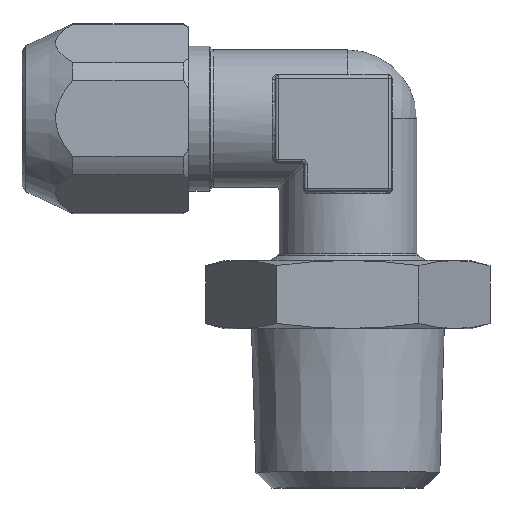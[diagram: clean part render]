
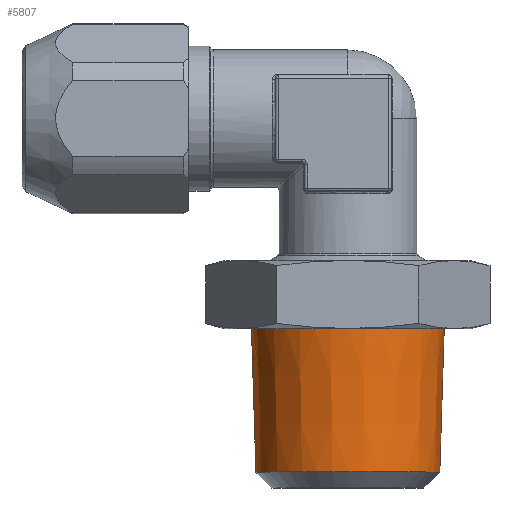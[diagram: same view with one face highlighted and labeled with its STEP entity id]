
A CAD part, top view. The second image highlights one B-rep face of the part: STEP entity #5807.
In plain terms, the highlighted conical face has half-angle 1.78 degrees and reference radius 6.502 mm.
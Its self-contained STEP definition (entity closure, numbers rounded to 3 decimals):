
#1875=CARTESIAN_POINT('',(22.5,-14.5,0.));
#1876=DIRECTION('',(0.,-1.,0.));
#1877=DIRECTION('',(1.,0.,0.));
#1878=AXIS2_PLACEMENT_3D('',#1875,#1876,#1877);
#1915=DIRECTION('',(-0.031,-1.,0.));
#1916=VECTOR('',#1915,9.905);
#1917=CARTESIAN_POINT('',(29.155,-14.5,0.));
#1918=LINE('',#1917,#1916);
#1919=CARTESIAN_POINT('',(22.5,-24.4,0.));
#1920=DIRECTION('',(0.,-1.,0.));
#1921=DIRECTION('',(1.,0.,0.));
#1922=AXIS2_PLACEMENT_3D('',#1919,#1920,#1921);
#1924=DIRECTION('',(0.031,-1.,0.));
#1925=VECTOR('',#1924,9.905);
#1926=CARTESIAN_POINT('',(15.845,-14.5,0.));
#1927=LINE('',#1926,#1925);
#2805=CARTESIAN_POINT('',(28.848,-24.4,0.));
#2806=CARTESIAN_POINT('',(16.152,-24.4,0.));
#2807=VERTEX_POINT('',#2805);
#2808=VERTEX_POINT('',#2806);
#2845=CARTESIAN_POINT('',(29.155,-14.5,0.));
#2846=VERTEX_POINT('',#2845);
#2847=CARTESIAN_POINT('',(15.845,-14.5,0.));
#2848=VERTEX_POINT('',#2847);
#5793=CARTESIAN_POINT('',(22.5,-19.45,0.));
#5794=DIRECTION('',(0.,1.,0.));
#5795=DIRECTION('',(1.,0.,0.));
#5796=AXIS2_PLACEMENT_3D('',#5793,#5794,#5795);
#5797=CONICAL_SURFACE('',#5796,6.502,1.78);
#5799=ORIENTED_EDGE('',*,*,#5798,.T.);
#5801=ORIENTED_EDGE('',*,*,#5800,.T.);
#5803=ORIENTED_EDGE('',*,*,#5802,.F.);
#5804=ORIENTED_EDGE('',*,*,#5786,.F.);
#5805=EDGE_LOOP('',(#5799,#5801,#5803,#5804));
#5806=FACE_OUTER_BOUND('',#5805,.F.);
#5807=ADVANCED_FACE('',(#5806),#5797,.T.);
#1879=CIRCLE('',#1878,6.655);
#1923=CIRCLE('',#1922,6.348);
#5786=EDGE_CURVE('',#2846,#2848,#1879,.T.);
#5798=EDGE_CURVE('',#2846,#2807,#1918,.T.);
#5800=EDGE_CURVE('',#2807,#2808,#1923,.T.);
#5802=EDGE_CURVE('',#2848,#2808,#1927,.T.);
